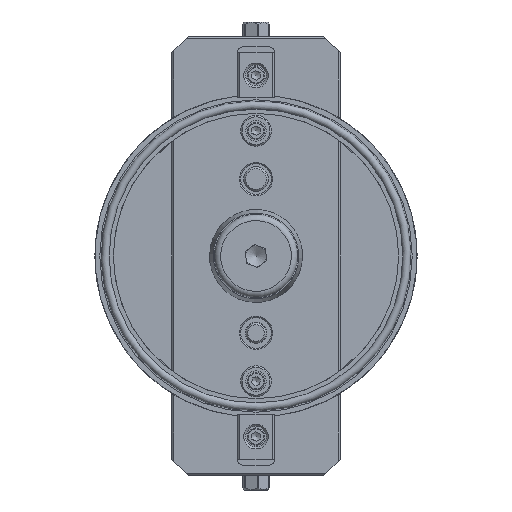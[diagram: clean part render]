
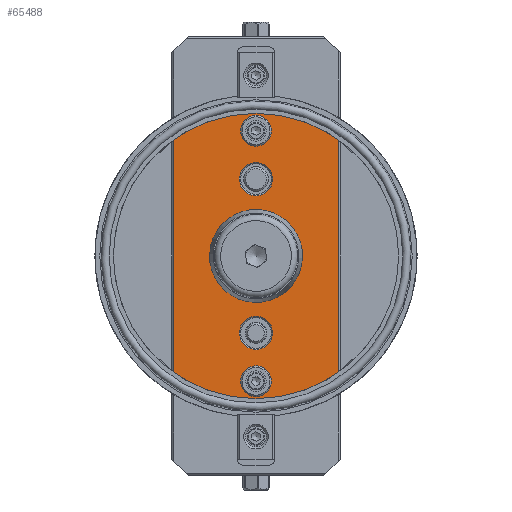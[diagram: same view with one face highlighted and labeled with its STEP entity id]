
A CAD part, front view. The second image highlights one B-rep face of the part: STEP entity #65488.
In plain terms, the highlighted planar face has unit normal (0, -1, 0).
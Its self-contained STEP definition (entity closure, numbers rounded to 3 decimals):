
#3473=FACE_BOUND('',#23103,.T.);
#3474=FACE_BOUND('',#23104,.T.);
#3475=FACE_BOUND('',#23105,.T.);
#3476=FACE_BOUND('',#23106,.T.);
#3477=FACE_BOUND('',#23107,.T.);
#6462=LINE('',#100121,#12331);
#6545=LINE('',#100341,#12414);
#12331=VECTOR('',#77304,10.);
#12414=VECTOR('',#77505,10.);
#16601=PLANE('',#69159);
#19473=FACE_OUTER_BOUND('',#23102,.T.);
#23102=EDGE_LOOP('',(#51122,#51123,#51124,#51125));
#23103=EDGE_LOOP('',(#51126,#51127,#51128,#51129,#51130));
#23104=EDGE_LOOP('',(#51131));
#23105=EDGE_LOOP('',(#51132));
#23106=EDGE_LOOP('',(#51133));
#23107=EDGE_LOOP('',(#51134));
#24944=CIRCLE('',#67506,21.642);
#24948=CIRCLE('',#67510,21.642);
#24950=CIRCLE('',#67512,21.642);
#25071=CIRCLE('',#67794,7.5);
#25075=CIRCLE('',#67804,69.5);
#25079=CIRCLE('',#67810,69.5);
#25324=CIRCLE('',#68959,2.567);
#25326=CIRCLE('',#68963,2.567);
#25335=CIRCLE('',#69155,8.1);
#25338=CIRCLE('',#69160,7.5);
#25339=CIRCLE('',#69161,8.1);
#26128=VERTEX_POINT('',#86644);
#26130=VERTEX_POINT('',#86647);
#26150=VERTEX_POINT('',#86714);
#26153=VERTEX_POINT('',#86721);
#26154=VERTEX_POINT('',#86723);
#26439=VERTEX_POINT('',#87958);
#26445=VERTEX_POINT('',#87977);
#26446=VERTEX_POINT('',#87979);
#26453=VERTEX_POINT('',#87994);
#26454=VERTEX_POINT('',#87996);
#29352=VERTEX_POINT('',#103405);
#29355=VERTEX_POINT('',#103415);
#29356=VERTEX_POINT('',#103417);
#32325=EDGE_CURVE('',#26128,#26150,#24944,.T.);
#32329=EDGE_CURVE('',#26150,#26153,#24948,.T.);
#32331=EDGE_CURVE('',#26154,#26130,#24950,.T.);
#32746=EDGE_CURVE('',#26439,#26439,#25071,.T.);
#32754=EDGE_CURVE('',#26446,#26445,#25075,.T.);
#32763=EDGE_CURVE('',#26454,#26453,#25079,.T.);
#36240=EDGE_CURVE('',#26446,#26453,#6462,.T.);
#36346=EDGE_CURVE('',#26454,#26445,#6545,.T.);
#36436=EDGE_CURVE('',#26153,#26154,#25324,.T.);
#36440=EDGE_CURVE('',#26130,#26128,#25326,.T.);
#37110=EDGE_CURVE('',#29352,#29352,#25335,.T.);
#37115=EDGE_CURVE('',#29355,#29355,#25338,.T.);
#37116=EDGE_CURVE('',#29356,#29356,#25339,.T.);
#51122=ORIENTED_EDGE('',*,*,#32763,.T.);
#51123=ORIENTED_EDGE('',*,*,#36240,.F.);
#51124=ORIENTED_EDGE('',*,*,#32754,.T.);
#51125=ORIENTED_EDGE('',*,*,#36346,.F.);
#51126=ORIENTED_EDGE('',*,*,#32331,.F.);
#51127=ORIENTED_EDGE('',*,*,#36436,.F.);
#51128=ORIENTED_EDGE('',*,*,#32329,.F.);
#51129=ORIENTED_EDGE('',*,*,#32325,.F.);
#51130=ORIENTED_EDGE('',*,*,#36440,.F.);
#51131=ORIENTED_EDGE('',*,*,#37110,.F.);
#51132=ORIENTED_EDGE('',*,*,#37115,.T.);
#51133=ORIENTED_EDGE('',*,*,#32746,.T.);
#51134=ORIENTED_EDGE('',*,*,#37116,.F.);
#65488=ADVANCED_FACE('',(#19473,#3473,#3474,#3475,#3476,#3477),#16601,.T.);
#67506=AXIS2_PLACEMENT_3D('',#86715,#71993,#71994);
#67510=AXIS2_PLACEMENT_3D('',#86722,#72001,#72002);
#67512=AXIS2_PLACEMENT_3D('',#86725,#72005,#72006);
#67794=AXIS2_PLACEMENT_3D('',#87960,#72760,#72761);
#67804=AXIS2_PLACEMENT_3D('',#87980,#72783,#72784);
#67810=AXIS2_PLACEMENT_3D('',#87997,#72798,#72799);
#68959=AXIS2_PLACEMENT_3D('',#100533,#77673,#77674);
#68963=AXIS2_PLACEMENT_3D('',#100540,#77683,#77684);
#69155=AXIS2_PLACEMENT_3D('',#103406,#78558,#78559);
#69159=AXIS2_PLACEMENT_3D('',#103414,#78568,#78569);
#69160=AXIS2_PLACEMENT_3D('',#103416,#78570,#78571);
#69161=AXIS2_PLACEMENT_3D('',#103418,#78572,#78573);
#71993=DIRECTION('center_axis',(0.,-1.,0.));
#71994=DIRECTION('ref_axis',(0.,0.,1.));
#72001=DIRECTION('center_axis',(0.,-1.,0.));
#72002=DIRECTION('ref_axis',(0.,0.,1.));
#72005=DIRECTION('center_axis',(0.,-1.,0.));
#72006=DIRECTION('ref_axis',(0.,0.,1.));
#72760=DIRECTION('center_axis',(0.,1.,0.));
#72761=DIRECTION('ref_axis',(1.,0.,0.));
#72783=DIRECTION('center_axis',(0.,-1.,0.));
#72784=DIRECTION('ref_axis',(-0.904,0.,-0.428));
#72798=DIRECTION('center_axis',(0.,-1.,0.));
#72799=DIRECTION('ref_axis',(0.904,0.,0.428));
#77304=DIRECTION('',(0.,0.,-1.));
#77505=DIRECTION('',(0.,0.,1.));
#77673=DIRECTION('center_axis',(0.,-1.,0.));
#77674=DIRECTION('ref_axis',(1.,0.,0.));
#77683=DIRECTION('center_axis',(0.,-1.,0.));
#77684=DIRECTION('ref_axis',(1.,0.,0.));
#78558=DIRECTION('center_axis',(0.,-1.,0.));
#78559=DIRECTION('ref_axis',(-1.,0.,0.));
#78568=DIRECTION('center_axis',(0.,-1.,0.));
#78569=DIRECTION('ref_axis',(1.,0.,0.));
#78570=DIRECTION('center_axis',(0.,1.,0.));
#78571=DIRECTION('ref_axis',(1.,0.,0.));
#78572=DIRECTION('center_axis',(0.,-1.,0.));
#78573=DIRECTION('ref_axis',(-1.,0.,0.));
#86644=CARTESIAN_POINT('',(-15.03,0.,15.572));
#86647=CARTESIAN_POINT('',(-14.417,0.,16.14));
#86714=CARTESIAN_POINT('',(20.042,0.,-8.165));
#86715=CARTESIAN_POINT('Origin',(0.,0.,
0.));
#86721=CARTESIAN_POINT('',(15.03,0.,15.572));
#86722=CARTESIAN_POINT('Origin',(0.,0.,
0.));
#86723=CARTESIAN_POINT('',(14.417,0.,16.14));
#86725=CARTESIAN_POINT('Origin',(0.,0.,
0.));
#87958=CARTESIAN_POINT('',(-7.474,0.,60.371));
#87960=CARTESIAN_POINT('Origin',(0.,0.,
61.));
#87977=CARTESIAN_POINT('',(-40.,0.,56.835));
#87979=CARTESIAN_POINT('',(40.,0.,56.835));
#87980=CARTESIAN_POINT('Origin',(0.,0.,
0.));
#87994=CARTESIAN_POINT('',(40.,0.,-56.835));
#87996=CARTESIAN_POINT('',(-40.,0.,-56.835));
#87997=CARTESIAN_POINT('Origin',(0.,0.,
0.));
#100121=CARTESIAN_POINT('',(40.,0.,0.));
#100341=CARTESIAN_POINT('',(-40.,0.,0.));
#100533=CARTESIAN_POINT('Origin',(13.,0.,14.));
#100540=CARTESIAN_POINT('Origin',(-13.,0.,14.));
#103405=CARTESIAN_POINT('',(8.1,0.,-37.5));
#103406=CARTESIAN_POINT('Origin',(0.,0.,
-37.5));
#103414=CARTESIAN_POINT('Origin',(-41.,0.,0.));
#103415=CARTESIAN_POINT('',(-7.474,0.,-61.629));
#103416=CARTESIAN_POINT('Origin',(0.,0.,
-61.));
#103417=CARTESIAN_POINT('',(8.1,0.,37.5));
#103418=CARTESIAN_POINT('Origin',(0.,0.,
37.5));
